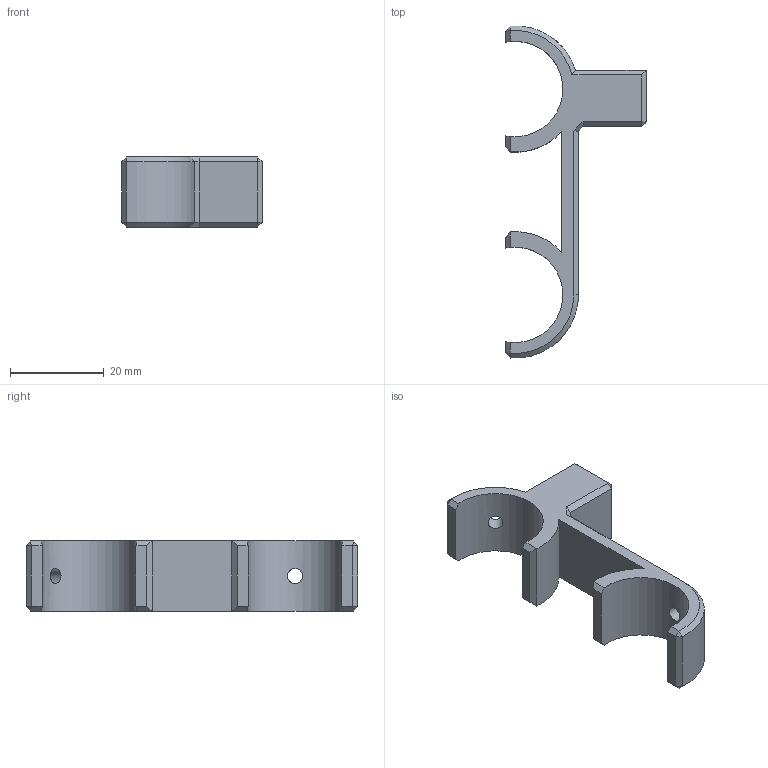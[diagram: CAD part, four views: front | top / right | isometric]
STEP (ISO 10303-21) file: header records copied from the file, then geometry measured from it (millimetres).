
FILE_DESCRIPTION(('FreeCAD Model'),'2;1');
FILE_NAME('Open CASCADE Shape Model','2022-02-19T11:26:45',('Author'),( ''),'Open CASCADE STEP processor 7.5','FreeCAD','Unknown');
FILE_SCHEMA(('AUTOMOTIVE_DESIGN { 1 0 10303 214 1 1 1 1 }'));
Length unit declared in the file: millimetre
Products named in the file (1): Chamfer032
Bounding box: 30 x 70.92 x 15 mm (x, y, z)
Volume: 7692 mm3; surface area: 4893.5 mm2
Topology: 1 solids, 1 shells, 55 faces, 136 edges, 82 vertices
Faces by surface type: plane 42, cylinder 9, cone 4
Full cylindrical faces by diameter (mm): 3.2 x2
Entity records: 4084 total; most frequent: CARTESIAN_POINT 1380, DIRECTION 491, LINE 281, VECTOR 281, ORIENTED_EDGE 272, PCURVE 272, DEFINITIONAL_REPRESENTATION 272, EDGE_CURVE 136
